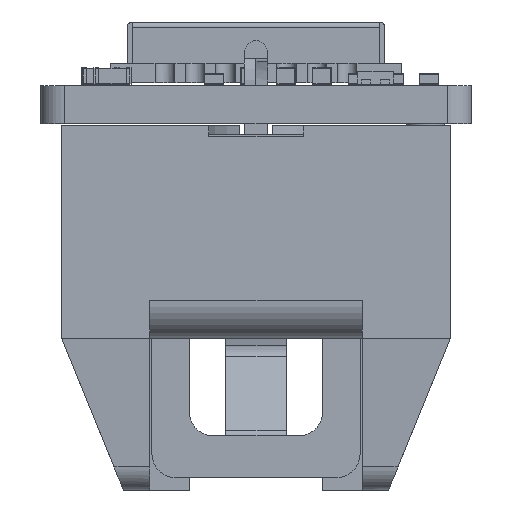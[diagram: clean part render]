
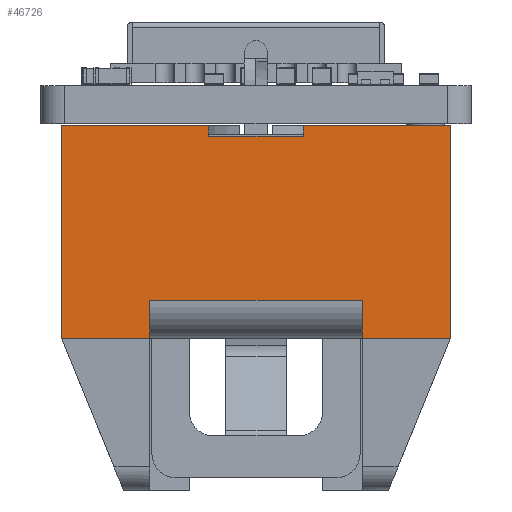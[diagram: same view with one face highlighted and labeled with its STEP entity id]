
A CAD part, left-side view. The second image highlights one B-rep face of the part: STEP entity #46726.
In plain terms, the highlighted planar face has unit normal (-1, 0, 0).
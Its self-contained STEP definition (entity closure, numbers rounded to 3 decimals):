
#45804 = VERTEX_POINT('',#45805);
#45805 = CARTESIAN_POINT('',(-17.145,8.509,8.128));
#45811 = EDGE_CURVE('',#45804,#45812,#45814,.T.);
#45812 = VERTEX_POINT('',#45813);
#45813 = CARTESIAN_POINT('',(-17.145,-0.381,8.128));
#45814 = LINE('',#45815,#45816);
#45815 = CARTESIAN_POINT('',(-17.145,0.,8.128));
#45816 = VECTOR('',#45817,1.);
#45817 = DIRECTION('',(0.,-1.,-0.));
#45874 = VERTEX_POINT('',#45875);
#45875 = CARTESIAN_POINT('',(-17.145,-0.381,-8.128));
#45881 = EDGE_CURVE('',#45874,#45882,#45884,.T.);
#45882 = VERTEX_POINT('',#45883);
#45883 = CARTESIAN_POINT('',(-17.145,8.509,-8.128));
#45884 = LINE('',#45885,#45886);
#45885 = CARTESIAN_POINT('',(-17.145,0.,-8.128));
#45886 = VECTOR('',#45887,1.);
#45887 = DIRECTION('',(0.,1.,0.));
#46726 = ADVANCED_FACE('',(#46727),#46807,.T.);
#46727 = FACE_BOUND('',#46728,.T.);
#46728 = EDGE_LOOP('',(#46729,#46739,#46747,#46753,#46754,#46762,#46770,
    #46778,#46786,#46792,#46793,#46801));
#46729 = ORIENTED_EDGE('',*,*,#46730,.F.);
#46730 = EDGE_CURVE('',#46731,#46733,#46735,.T.);
#46731 = VERTEX_POINT('',#46732);
#46732 = CARTESIAN_POINT('',(-17.145,0.076,1.969));
#46733 = VERTEX_POINT('',#46734);
#46734 = CARTESIAN_POINT('',(-17.145,0.076,-1.969));
#46735 = LINE('',#46736,#46737);
#46736 = CARTESIAN_POINT('',(-17.145,0.076,1.969));
#46737 = VECTOR('',#46738,1.);
#46738 = DIRECTION('',(0.,-0.,-1.));
#46739 = ORIENTED_EDGE('',*,*,#46740,.F.);
#46740 = EDGE_CURVE('',#46741,#46731,#46743,.T.);
#46741 = VERTEX_POINT('',#46742);
#46742 = CARTESIAN_POINT('',(-17.145,-0.381,1.969));
#46743 = LINE('',#46744,#46745);
#46744 = CARTESIAN_POINT('',(-17.145,-0.381,1.969));
#46745 = VECTOR('',#46746,1.);
#46746 = DIRECTION('',(0.,1.,0.));
#46747 = ORIENTED_EDGE('',*,*,#46748,.T.);
#46748 = EDGE_CURVE('',#46741,#45812,#46749,.T.);
#46749 = LINE('',#46750,#46751);
#46750 = CARTESIAN_POINT('',(-17.145,-0.381,8.128));
#46751 = VECTOR('',#46752,1.);
#46752 = DIRECTION('',(0.,-0.,1.));
#46753 = ORIENTED_EDGE('',*,*,#45811,.F.);
#46754 = ORIENTED_EDGE('',*,*,#46755,.T.);
#46755 = EDGE_CURVE('',#45804,#46756,#46758,.T.);
#46756 = VERTEX_POINT('',#46757);
#46757 = CARTESIAN_POINT('',(-17.145,8.509,4.445));
#46758 = LINE('',#46759,#46760);
#46759 = CARTESIAN_POINT('',(-17.145,8.509,8.128));
#46760 = VECTOR('',#46761,1.);
#46761 = DIRECTION('',(0.,0.,-1.));
#46762 = ORIENTED_EDGE('',*,*,#46763,.T.);
#46763 = EDGE_CURVE('',#46756,#46764,#46766,.T.);
#46764 = VERTEX_POINT('',#46765);
#46765 = CARTESIAN_POINT('',(-17.145,6.934,4.445));
#46766 = LINE('',#46767,#46768);
#46767 = CARTESIAN_POINT('',(-17.145,14.859,4.445));
#46768 = VECTOR('',#46769,1.);
#46769 = DIRECTION('',(0.,-1.,0.));
#46770 = ORIENTED_EDGE('',*,*,#46771,.T.);
#46771 = EDGE_CURVE('',#46764,#46772,#46774,.T.);
#46772 = VERTEX_POINT('',#46773);
#46773 = CARTESIAN_POINT('',(-17.145,6.934,-4.445));
#46774 = LINE('',#46775,#46776);
#46775 = CARTESIAN_POINT('',(-17.145,6.934,8.128));
#46776 = VECTOR('',#46777,1.);
#46777 = DIRECTION('',(-0.,-0.,-1.));
#46778 = ORIENTED_EDGE('',*,*,#46779,.T.);
#46779 = EDGE_CURVE('',#46772,#46780,#46782,.T.);
#46780 = VERTEX_POINT('',#46781);
#46781 = CARTESIAN_POINT('',(-17.145,8.509,-4.445));
#46782 = LINE('',#46783,#46784);
#46783 = CARTESIAN_POINT('',(-17.145,14.859,-4.445));
#46784 = VECTOR('',#46785,1.);
#46785 = DIRECTION('',(0.,1.,0.));
#46786 = ORIENTED_EDGE('',*,*,#46787,.T.);
#46787 = EDGE_CURVE('',#46780,#45882,#46788,.T.);
#46788 = LINE('',#46789,#46790);
#46789 = CARTESIAN_POINT('',(-17.145,8.509,8.128));
#46790 = VECTOR('',#46791,1.);
#46791 = DIRECTION('',(0.,0.,-1.));
#46792 = ORIENTED_EDGE('',*,*,#45881,.F.);
#46793 = ORIENTED_EDGE('',*,*,#46794,.T.);
#46794 = EDGE_CURVE('',#45874,#46795,#46797,.T.);
#46795 = VERTEX_POINT('',#46796);
#46796 = CARTESIAN_POINT('',(-17.145,-0.381,-1.969));
#46797 = LINE('',#46798,#46799);
#46798 = CARTESIAN_POINT('',(-17.145,-0.381,-8.128));
#46799 = VECTOR('',#46800,1.);
#46800 = DIRECTION('',(0.,0.,1.));
#46801 = ORIENTED_EDGE('',*,*,#46802,.T.);
#46802 = EDGE_CURVE('',#46795,#46733,#46803,.T.);
#46803 = LINE('',#46804,#46805);
#46804 = CARTESIAN_POINT('',(-17.145,-0.381,-1.969));
#46805 = VECTOR('',#46806,1.);
#46806 = DIRECTION('',(0.,1.,0.));
#46807 = PLANE('',#46808);
#46808 = AXIS2_PLACEMENT_3D('',#46809,#46810,#46811);
#46809 = CARTESIAN_POINT('',(-17.145,14.859,8.128));
#46810 = DIRECTION('',(-1.,0.,0.));
#46811 = DIRECTION('',(0.,0.,-1.));
